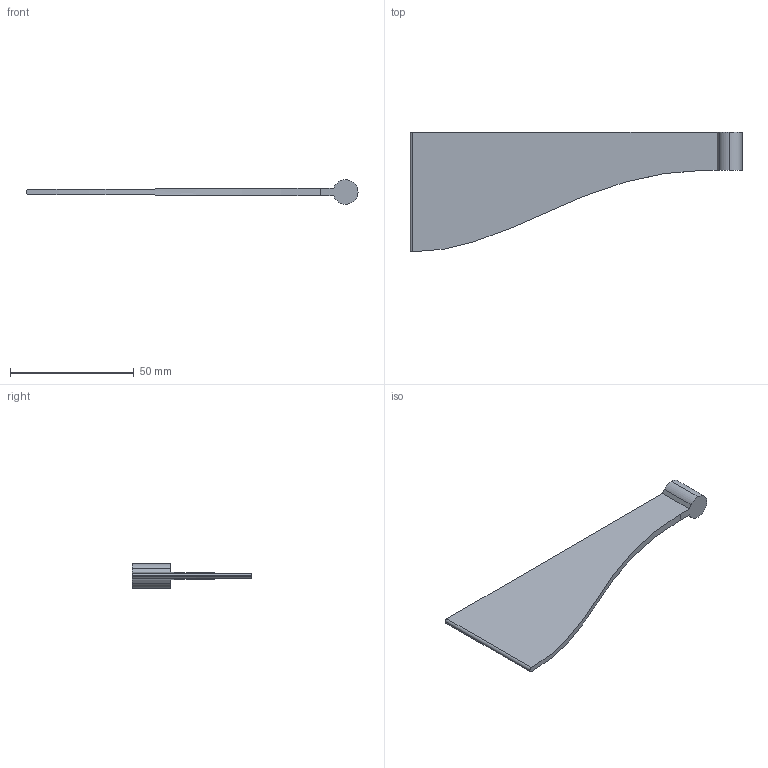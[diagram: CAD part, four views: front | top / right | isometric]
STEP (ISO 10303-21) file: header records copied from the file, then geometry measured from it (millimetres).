
FILE_DESCRIPTION (( 'STEP AP214' ), '1' );
FILE_NAME ('Wind Vane.STEP', '2016-05-29T14:22:20', ( '' ), ( '' ), 'SwSTEP 2.0', 'SolidWorks 2010', '' );
FILE_SCHEMA (( 'AUTOMOTIVE_DESIGN' ));
Length unit declared in the file: millimetre
Products named in the file (1): Wind Vane
Bounding box: 133.93 x 48.29 x 10 mm (x, y, z)
Volume: 9913 mm3; surface area: 9082.6 mm2
Topology: 1 solids, 1 shells, 16 faces, 39 edges, 26 vertices
Faces by surface type: plane 8, cylinder 7, bspline 1
Entity records: 577 total; most frequent: CARTESIAN_POINT 161, DIRECTION 79, ORIENTED_EDGE 78, EDGE_CURVE 39, AXIS2_PLACEMENT_3D 28, VERTEX_POINT 26, VECTOR 23, LINE 23
